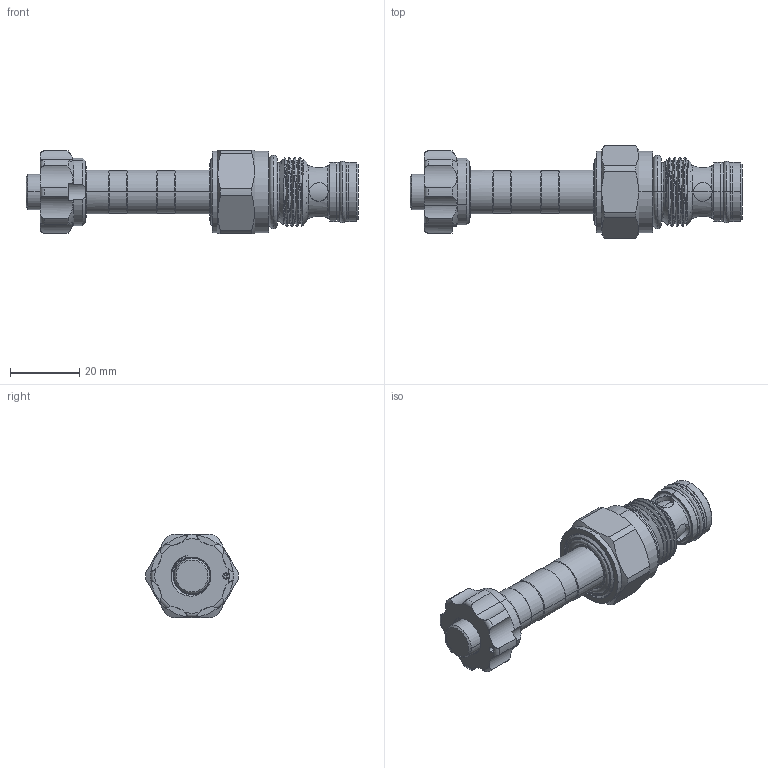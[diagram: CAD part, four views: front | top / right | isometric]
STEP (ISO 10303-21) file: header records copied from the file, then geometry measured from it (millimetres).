
FILE_DESCRIPTION (( 'STEP AP203' ), '1' );
FILE_NAME ('EP20MB2A01M05.STEP', '2016-08-25T07:34:04', ( '' ), ( '' ), 'SwSTEP 2.0', 'SolidWorks 2012', '' );
FILE_SCHEMA (( 'CONFIG_CONTROL_DESIGN' ));
Length unit declared in the file: millimetre
Products named in the file (1): EP20MB2A01M05
Bounding box: 95.6 x 26.69 x 24 mm (x, y, z)
Volume: 22805.5 mm3; surface area: 9444.6 mm2
Topology: 4 solids, 4 shells, 220 faces, 539 edges, 338 vertices
Faces by surface type: cylinder 113, cone 41, torus 32, plane 28, bspline 6
Entity records: 11138 total; most frequent: CARTESIAN_POINT 6005, ORIENTED_EDGE 1078, DIRECTION 1067, EDGE_CURVE 539, AXIS2_PLACEMENT_3D 457, VERTEX_POINT 338, CIRCLE 242, EDGE_LOOP 239
